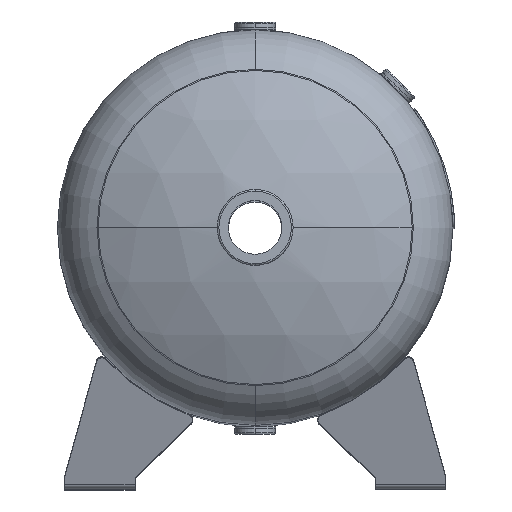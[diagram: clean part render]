
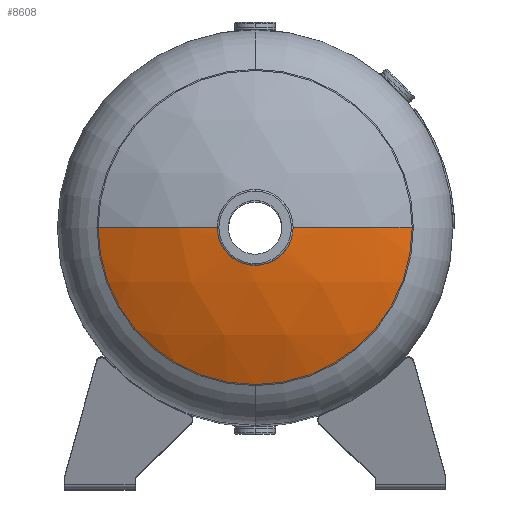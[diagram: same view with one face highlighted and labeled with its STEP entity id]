
A CAD part, top view. The second image highlights one B-rep face of the part: STEP entity #8608.
In plain terms, the highlighted spherical face has radius 320.04 mm.
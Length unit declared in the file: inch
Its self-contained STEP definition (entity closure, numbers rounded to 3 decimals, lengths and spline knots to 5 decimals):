
#203 = VERTEX_POINT ( 'NONE', #1419 ) ;
#380 = EDGE_CURVE ( 'NONE', #203, #6585, #6084, .T. ) ;
#387 = VERTEX_POINT ( 'NONE', #1043 ) ;
#629 = EDGE_CURVE ( 'NONE', #387, #6181, #966, .T. ) ;
#956 = CARTESIAN_POINT ( 'NONE',  ( 0., -8.34135, 0. ) ) ;
#966 = CIRCLE ( 'NONE', #1932, 1.1875 ) ;
#992 = ORIENTED_EDGE ( 'NONE', *, *, #10420, .T. ) ;
#1043 = CARTESIAN_POINT ( 'NONE',  ( -1.1875, 4.20257, 0. ) ) ;
#1094 = CIRCLE ( 'NONE', #4771, 12.6 ) ;
#1206 = DIRECTION ( 'NONE',  ( 0., 0., -1. ) ) ;
#1419 = CARTESIAN_POINT ( 'NONE',  ( 5.6, 2.94581, 0. ) ) ;
#1738 = CARTESIAN_POINT ( 'NONE',  ( 0., -8.34135, 0. ) ) ;
#1839 = DIRECTION ( 'NONE',  ( -1., 0., 0. ) ) ;
#1848 = SPHERICAL_SURFACE ( 'NONE', #11197, 12.6 ) ;
#1932 = AXIS2_PLACEMENT_3D ( 'NONE', #7766, #3092, #1206 ) ;
#2290 = CARTESIAN_POINT ( 'NONE',  ( 0., 2.94581, 5.6 ) ) ;
#2433 = ORIENTED_EDGE ( 'NONE', *, *, #380, .F. ) ;
#2446 = ORIENTED_EDGE ( 'NONE', *, *, #7969, .F. ) ;
#2530 = FACE_OUTER_BOUND ( 'NONE', #4204, .T. ) ;
#3092 = DIRECTION ( 'NONE',  ( 0., 1., 0. ) ) ;
#3144 = VERTEX_POINT ( 'NONE', #11455 ) ;
#3182 = DIRECTION ( 'NONE',  ( 0., -1., 0. ) ) ;
#3395 = AXIS2_PLACEMENT_3D ( 'NONE', #956, #7453, #3570 ) ;
#3570 = DIRECTION ( 'NONE',  ( 1., 0., 0. ) ) ;
#4204 = EDGE_LOOP ( 'NONE', ( #4760, #992, #11481, #2433, #2446 ) ) ;
#4513 = AXIS2_PLACEMENT_3D ( 'NONE', #8716, #7728, #10289 ) ;
#4760 = ORIENTED_EDGE ( 'NONE', *, *, #629, .F. ) ;
#4771 = AXIS2_PLACEMENT_3D ( 'NONE', #10976, #6462, #1839 ) ;
#4940 = CARTESIAN_POINT ( 'NONE',  ( 0., 2.94581, 0. ) ) ;
#4998 = DIRECTION ( 'NONE',  ( 0., 0., -1. ) ) ;
#5167 = CIRCLE ( 'NONE', #11976, 5.6 ) ;
#6084 = CIRCLE ( 'NONE', #4513, 5.6 ) ;
#6181 = VERTEX_POINT ( 'NONE', #7895 ) ;
#6302 = DIRECTION ( 'NONE',  ( 0., 0., 1. ) ) ;
#6462 = DIRECTION ( 'NONE',  ( 0., 0., -1. ) ) ;
#6585 = VERTEX_POINT ( 'NONE', #2290 ) ;
#7453 = DIRECTION ( 'NONE',  ( 0., 0., 1. ) ) ;
#7728 = DIRECTION ( 'NONE',  ( 0., -1., 0. ) ) ;
#7766 = CARTESIAN_POINT ( 'NONE',  ( 0., 4.20257, 0. ) ) ;
#7895 = CARTESIAN_POINT ( 'NONE',  ( 1.1875, 4.20257, 0. ) ) ;
#7969 = EDGE_CURVE ( 'NONE', #6181, #203, #1094, .T. ) ;
#8108 = EDGE_CURVE ( 'NONE', #6585, #3144, #5167, .T. ) ;
#8608 = ADVANCED_FACE ( 'NONE', ( #2530 ), #1848, .T. ) ;
#8641 = CIRCLE ( 'NONE', #3395, 12.6 ) ;
#8716 = CARTESIAN_POINT ( 'NONE',  ( 0., 2.94581, 0. ) ) ;
#9103 = DIRECTION ( 'NONE',  ( 1., 0., 0. ) ) ;
#10289 = DIRECTION ( 'NONE',  ( 0., 0., -1. ) ) ;
#10420 = EDGE_CURVE ( 'NONE', #387, #3144, #8641, .T. ) ;
#10976 = CARTESIAN_POINT ( 'NONE',  ( 0., -8.34135, 0. ) ) ;
#11197 = AXIS2_PLACEMENT_3D ( 'NONE', #1738, #6302, #9103 ) ;
#11455 = CARTESIAN_POINT ( 'NONE',  ( -5.6, 2.94581, 0. ) ) ;
#11481 = ORIENTED_EDGE ( 'NONE', *, *, #8108, .F. ) ;
#11976 = AXIS2_PLACEMENT_3D ( 'NONE', #4940, #3182, #4998 ) ;
